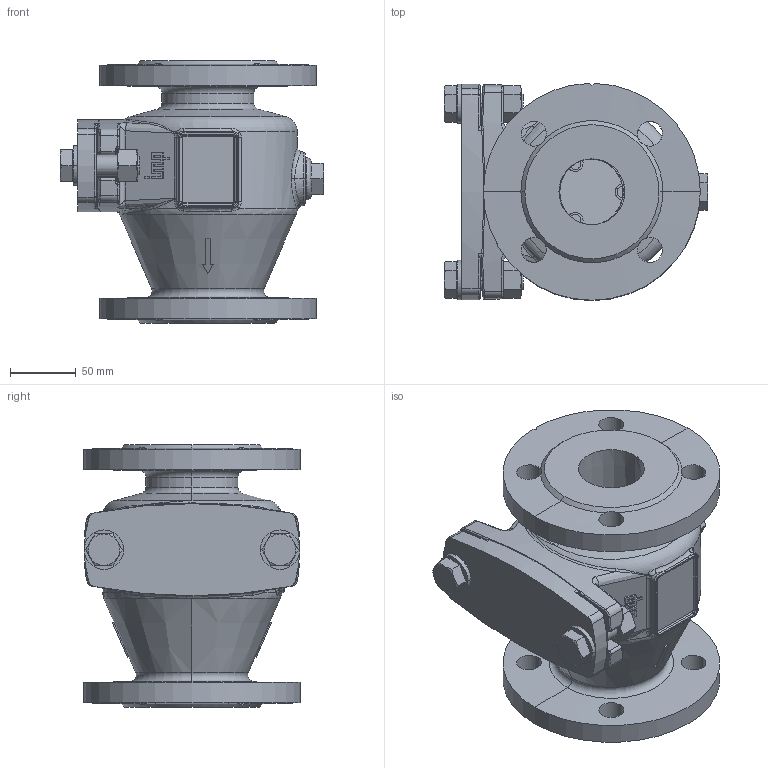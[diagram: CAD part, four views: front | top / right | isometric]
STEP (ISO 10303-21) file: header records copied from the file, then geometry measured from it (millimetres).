
FILE_DESCRIPTION((''),'2;1');
FILE_NAME('DN50_CEP_ART435_ASM','2011-03-01T',('JMarkelj'),('Audax d.o.o.'),'PRO/ENGINEER BY PARAMETRIC TECHNOLOGY CORPORATION, 2010180','PRO/ENGINEER BY PARAMETRIC TECHNOLOGY CORPORATION, 2010180','');
FILE_SCHEMA(('CONFIG_CONTROL_DESIGN'));
Products named in the file (16): OHISJE_DN50_AF0; OHISJE_DN50_OBDELAN_ASM; POKROV_DN40-50; O_TESNILO_POKROVA; CEP_34_DIN910; CEP; PODLOSKA_CU; CEP_34_DIN910_ASM; PODLOSKA_A16; VIJAK_M16X50; MATICA_M16; ZAPORA; JEDRO_ZAPORE; AKSA_ZAPORE; ZAPORA_GUMA_ASM; DN50_CEP_ART435_ASM
Assembly tree (18 placements, depth 3):
  DN50_CEP_ART435_ASM
    OHISJE_DN50_OBDELAN_ASM
      OHISJE_DN50_AF0
    POKROV_DN40-50
    O_TESNILO_POKROVA
    CEP_34_DIN910_ASM
      CEP_34_DIN910
      CEP
      PODLOSKA_CU
    PODLOSKA_A16  x2
    VIJAK_M16X50  x2
    MATICA_M16  x2
    ZAPORA_GUMA_ASM
      ZAPORA
      JEDRO_ZAPORE
      AKSA_ZAPORE
Bounding box: 200.78 x 164.98 x 200 mm (x, y, z)
Volume: 1589011.3 mm3; surface area: 357277.8 mm2
Topology: 15 solids, 19 shells, 1886 faces, 4813 edges, 3017 vertices
Faces by surface type: plane 989, cylinder 337, bspline 300, cone 118, torus 114, sphere 28
Entity records: 70110 total; most frequent: CARTESIAN_POINT 29060, ORIENTED_EDGE 9358, DIRECTION 7330, EDGE_CURVE 4687, VERTEX_POINT 2941, AXIS2_PLACEMENT_3D 2825, EDGE_LOOP 1926, FACE_OUTER_BOUND 1827
